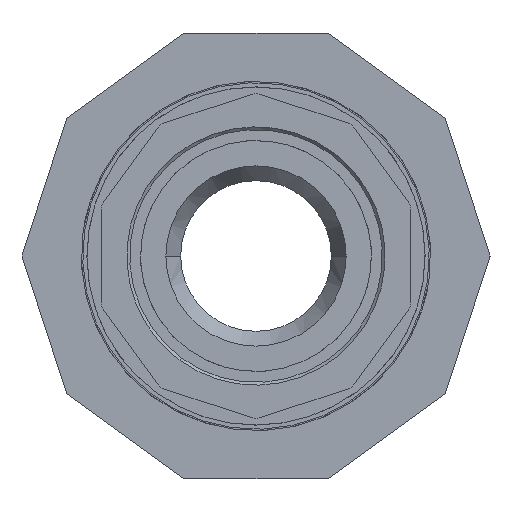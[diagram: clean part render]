
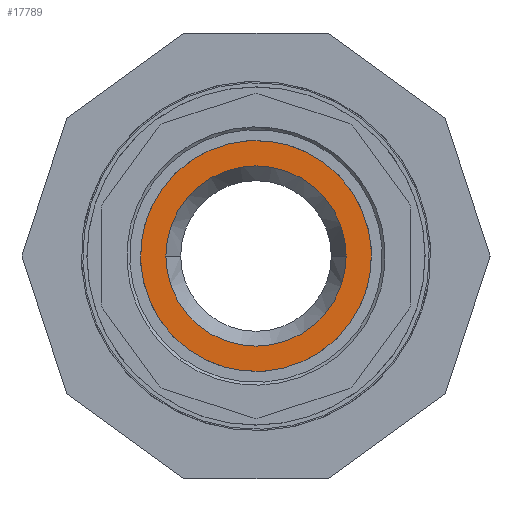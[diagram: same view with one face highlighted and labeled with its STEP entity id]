
A CAD part, left-side view. The second image highlights one B-rep face of the part: STEP entity #17789.
In plain terms, the highlighted planar face has unit normal (-1, 0, 0).
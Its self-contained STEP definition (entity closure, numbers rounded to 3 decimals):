
#15942=CARTESIAN_POINT('',(-68.5,31.,-0.));
#15943=VERTEX_POINT('',#15942);
#15950=CARTESIAN_POINT('',(-68.5,-31.,0.));
#15951=VERTEX_POINT('',#15950);
#15952=CARTESIAN_POINT('',(-68.5,0.,0.));
#15953=DIRECTION('',(1.,0.,0.));
#15954=DIRECTION('',(-0.,1.,0.));
#15955=AXIS2_PLACEMENT_3D('',#15952,#15953,#15954);
#15956=CIRCLE('',#15955,31.);
#15957=EDGE_CURVE('',#15943,#15951,#15956,.T.);
#17737=CARTESIAN_POINT('',(-68.5,16.,-0.));
#17738=VERTEX_POINT('',#17737);
#17746=CARTESIAN_POINT('',(-68.5,-16.,0.));
#17747=VERTEX_POINT('',#17746);
#17754=CARTESIAN_POINT('',(-68.5,0.,0.));
#17755=DIRECTION('',(1.,0.,0.));
#17756=DIRECTION('',(-0.,1.,0.));
#17757=AXIS2_PLACEMENT_3D('',#17754,#17755,#17756);
#17758=CIRCLE('',#17757,16.);
#17759=EDGE_CURVE('',#17738,#17747,#17758,.T.);
#17764=CARTESIAN_POINT('',(-68.5,31.,0.));
#17765=DIRECTION('',(-1.,0.,0.));
#17766=DIRECTION('',(0.,0.,1.));
#17767=AXIS2_PLACEMENT_3D('',#17764,#17765,#17766);
#17768=PLANE('',#17767);
#17769=ORIENTED_EDGE('',*,*,#15957,.F.);
#17770=CARTESIAN_POINT('',(-68.5,0.,0.));
#17771=DIRECTION('',(1.,0.,0.));
#17772=DIRECTION('',(-0.,1.,0.));
#17773=AXIS2_PLACEMENT_3D('',#17770,#17771,#17772);
#17774=CIRCLE('',#17773,31.);
#17775=EDGE_CURVE('',#15951,#15943,#17774,.T.);
#17776=ORIENTED_EDGE('',*,*,#17775,.F.);
#17777=EDGE_LOOP('',(#17769,#17776));
#17778=FACE_BOUND('',#17777,.T.);
#17779=ORIENTED_EDGE('',*,*,#17759,.T.);
#17780=CARTESIAN_POINT('',(-68.5,0.,0.));
#17781=DIRECTION('',(1.,0.,0.));
#17782=DIRECTION('',(-0.,1.,0.));
#17783=AXIS2_PLACEMENT_3D('',#17780,#17781,#17782);
#17784=CIRCLE('',#17783,16.);
#17785=EDGE_CURVE('',#17747,#17738,#17784,.T.);
#17786=ORIENTED_EDGE('',*,*,#17785,.T.);
#17787=EDGE_LOOP('',(#17779,#17786));
#17788=FACE_BOUND('',#17787,.T.);
#17789=ADVANCED_FACE('',(#17778,#17788),#17768,.T.);
